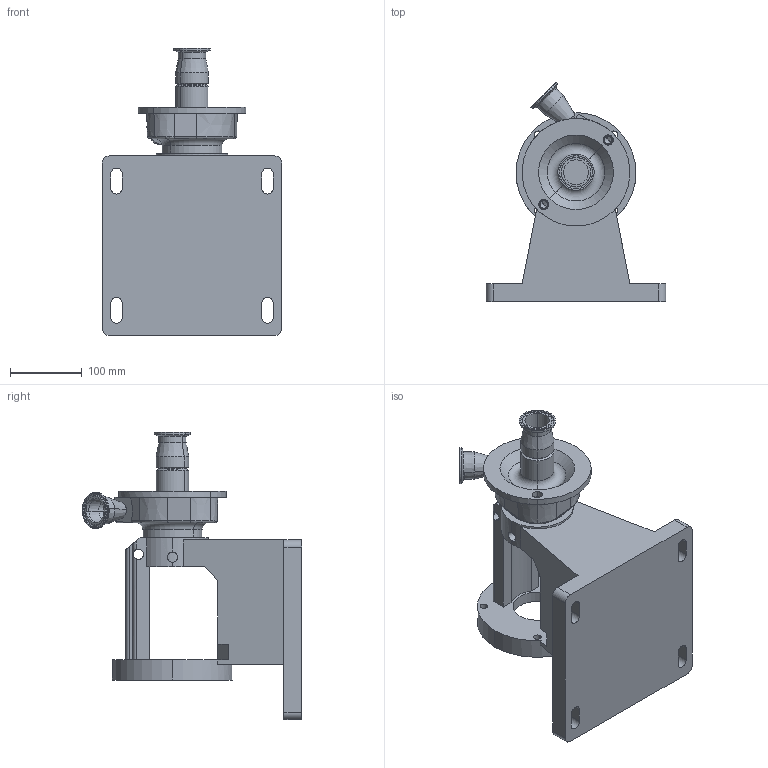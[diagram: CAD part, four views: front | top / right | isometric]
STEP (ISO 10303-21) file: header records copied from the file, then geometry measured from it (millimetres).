
FILE_DESCRIPTION (( 'STEP AP214' ), '1' );
FILE_NAME ('FP 700 140TC 45L.STEP', '2010-03-02T19:56:27', ( ' ' ), ( '' ), 'SwSTEP 2.0', 'SolidWorks 2010', '' );
FILE_SCHEMA (( 'AUTOMOTIVE_DESIGN' ));
Length unit declared in the file: millimetre
Products named in the file (2): FP 700 140TC 45L^1275000102; FP 700 140TC 45L
Assembly tree (1 placements, depth 2):
  FP 700 140TC 45L
    FP 700 140TC 45L^1275000102
Bounding box: 250 x 305.63 x 399.6 mm (x, y, z)
Volume: 5340941.9 mm3; surface area: 443617.3 mm2
Topology: 1 solids, 1 shells, 274 faces, 709 edges, 439 vertices
Faces by surface type: cylinder 112, plane 80, cone 54, torus 27, sphere 1
Entity records: 8952 total; most frequent: CARTESIAN_POINT 1948, DIRECTION 1567, ORIENTED_EDGE 1410, EDGE_CURVE 705, AXIS2_PLACEMENT_3D 607, VERTEX_POINT 439, VECTOR 353, LINE 353
